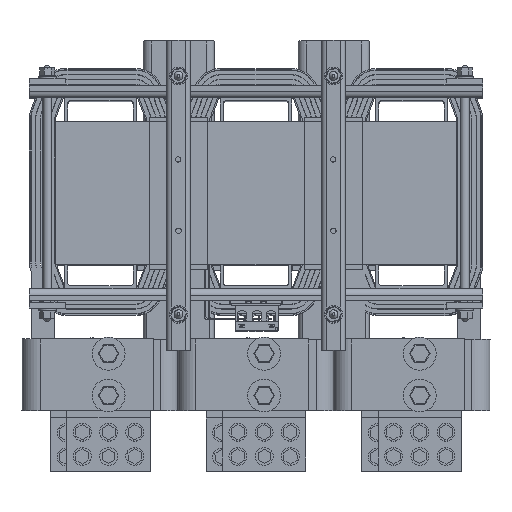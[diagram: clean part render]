
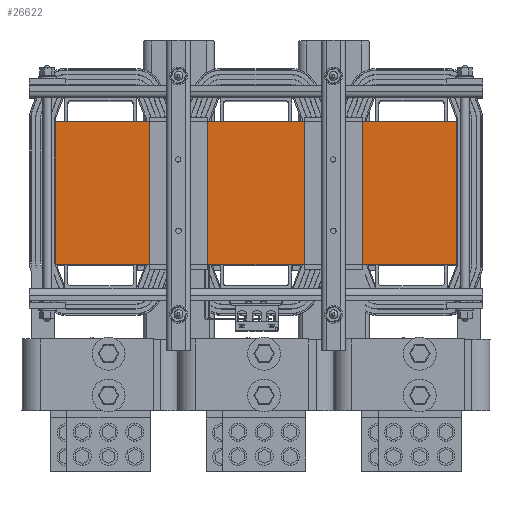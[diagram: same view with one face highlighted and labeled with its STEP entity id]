
A CAD part, top view. The second image highlights one B-rep face of the part: STEP entity #26622.
In plain terms, the highlighted face is planar.
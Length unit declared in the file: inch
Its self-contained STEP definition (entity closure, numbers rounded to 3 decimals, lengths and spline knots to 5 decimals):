
#3982=FACE_OUTER_BOUND('',#5507,.T.);
#5507=EDGE_LOOP('',(#23909,#23910,#23911,#23912));
#7995=LINE('',#46899,#10552);
#8000=LINE('',#46908,#10557);
#8004=LINE('',#46916,#10561);
#8005=LINE('',#46918,#10562);
#10552=VECTOR('',#35786,0.3937);
#10557=VECTOR('',#35793,0.3937);
#10561=VECTOR('',#35801,0.3937);
#10562=VECTOR('',#35804,0.3937);
#13054=VERTEX_POINT('',#46895);
#13056=VERTEX_POINT('',#46898);
#13058=VERTEX_POINT('',#46904);
#13061=VERTEX_POINT('',#46914);
#16701=EDGE_CURVE('',#13056,#13054,#7995,.T.);
#16706=EDGE_CURVE('',#13058,#13056,#8000,.T.);
#16710=EDGE_CURVE('',#13054,#13061,#8004,.T.);
#16711=EDGE_CURVE('',#13061,#13058,#8005,.T.);
#23909=ORIENTED_EDGE('',*,*,#16711,.T.);
#23910=ORIENTED_EDGE('',*,*,#16706,.T.);
#23911=ORIENTED_EDGE('',*,*,#16701,.T.);
#23912=ORIENTED_EDGE('',*,*,#16710,.T.);
#25258=PLANE('',#29409);
#26622=ADVANCED_FACE('',(#3982),#25258,.T.);
#29409=AXIS2_PLACEMENT_3D('',#46917,#35802,#35803);
#35786=DIRECTION('',(1.,0.,0.));
#35793=DIRECTION('',(0.,0.,-1.));
#35801=DIRECTION('',(0.,0.,1.));
#35802=DIRECTION('center_axis',(0.,-1.,0.));
#35803=DIRECTION('ref_axis',(0.,0.,-1.));
#35804=DIRECTION('',(-1.,0.,0.));
#46895=CARTESIAN_POINT('',(5.28343,-2.57878,-8.4));
#46898=CARTESIAN_POINT('',(-0.71657,-2.57878,-8.4));
#46899=CARTESIAN_POINT('',(5.28343,-2.57878,-8.4));
#46904=CARTESIAN_POINT('',(-0.71657,-2.57878,8.4));
#46908=CARTESIAN_POINT('',(-0.71657,-2.57878,0.));
#46914=CARTESIAN_POINT('',(5.28343,-2.57878,8.4));
#46916=CARTESIAN_POINT('',(5.28343,-2.57878,0.));
#46917=CARTESIAN_POINT('Origin',(5.28343,-2.57878,0.));
#46918=CARTESIAN_POINT('',(5.28343,-2.57878,8.4));
